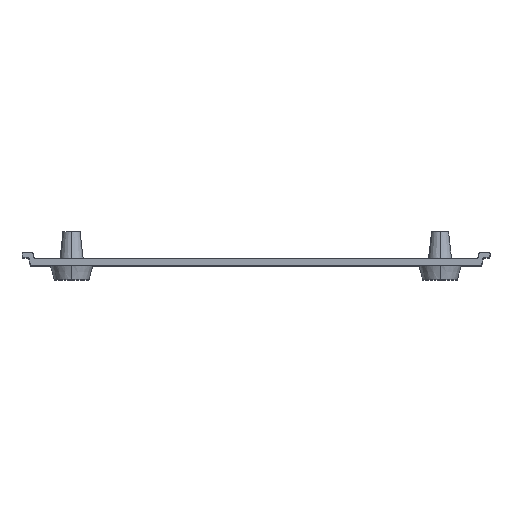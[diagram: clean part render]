
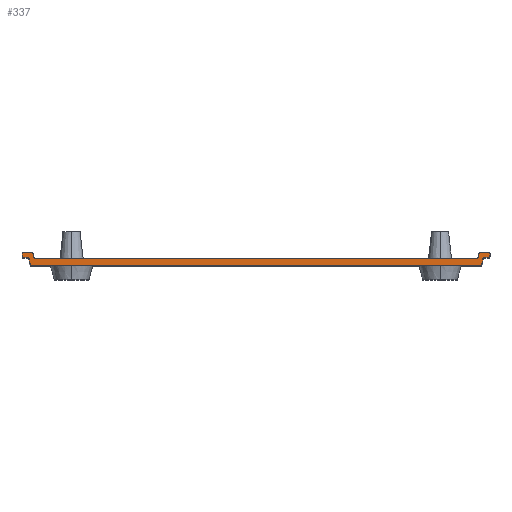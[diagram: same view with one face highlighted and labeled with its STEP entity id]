
A CAD part, top view. The second image highlights one B-rep face of the part: STEP entity #337.
In plain terms, the highlighted planar face has unit normal (0, 0, 1).
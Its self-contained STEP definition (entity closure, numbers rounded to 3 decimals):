
#51 = VERTEX_POINT('',#52);
#52 = CARTESIAN_POINT('',(-72.341,3.293,110.));
#58 = EDGE_CURVE('',#51,#59,#61,.T.);
#59 = VERTEX_POINT('',#60);
#60 = CARTESIAN_POINT('',(-72.341,2.75,110.));
#61 = LINE('',#62,#63);
#62 = CARTESIAN_POINT('',(-72.341,3.293,110.));
#63 = VECTOR('',#64,1.);
#64 = DIRECTION('',(0.,-1.,0.));
#98 = VERTEX_POINT('',#99);
#99 = CARTESIAN_POINT('',(-73.341,4.293,110.));
#105 = EDGE_CURVE('',#51,#98,#106,.T.);
#106 = CIRCLE('',#107,1.);
#107 = AXIS2_PLACEMENT_3D('',#108,#109,#110);
#108 = CARTESIAN_POINT('',(-73.341,3.293,110.));
#109 = DIRECTION('',(0.,0.,1.));
#110 = DIRECTION('',(0.,1.,0.));
#131 = VERTEX_POINT('',#132);
#132 = CARTESIAN_POINT('',(-71.841,2.25,110.));
#138 = EDGE_CURVE('',#59,#131,#139,.T.);
#139 = CIRCLE('',#140,0.5);
#140 = AXIS2_PLACEMENT_3D('',#141,#142,#143);
#141 = CARTESIAN_POINT('',(-71.841,2.75,110.));
#142 = DIRECTION('',(0.,0.,1.));
#143 = DIRECTION('',(0.,1.,0.));
#337 = ADVANCED_FACE('',(#338),#519,.F.);
#338 = FACE_BOUND('',#339,.F.);
#339 = EDGE_LOOP('',(#340,#341,#342,#350,#359,#367,#376,#384,#393,#401,
    #410,#418,#427,#435,#444,#452,#461,#469,#478,#486,#495,#503,#512,
    #518));
#340 = ORIENTED_EDGE('',*,*,#58,.T.);
#341 = ORIENTED_EDGE('',*,*,#138,.T.);
#342 = ORIENTED_EDGE('',*,*,#343,.T.);
#343 = EDGE_CURVE('',#131,#344,#346,.T.);
#344 = VERTEX_POINT('',#345);
#345 = CARTESIAN_POINT('',(71.961,2.25,110.));
#346 = LINE('',#347,#348);
#347 = CARTESIAN_POINT('',(-71.841,2.25,110.));
#348 = VECTOR('',#349,1.);
#349 = DIRECTION('',(1.,0.,0.));
#350 = ORIENTED_EDGE('',*,*,#351,.T.);
#351 = EDGE_CURVE('',#344,#352,#354,.T.);
#352 = VERTEX_POINT('',#353);
#353 = CARTESIAN_POINT('',(72.461,2.75,110.));
#354 = CIRCLE('',#355,0.5);
#355 = AXIS2_PLACEMENT_3D('',#356,#357,#358);
#356 = CARTESIAN_POINT('',(71.961,2.75,110.));
#357 = DIRECTION('',(0.,0.,1.));
#358 = DIRECTION('',(-1.,0.,0.));
#359 = ORIENTED_EDGE('',*,*,#360,.T.);
#360 = EDGE_CURVE('',#352,#361,#363,.T.);
#361 = VERTEX_POINT('',#362);
#362 = CARTESIAN_POINT('',(72.461,3.293,110.));
#363 = LINE('',#364,#365);
#364 = CARTESIAN_POINT('',(72.461,2.75,110.));
#365 = VECTOR('',#366,1.);
#366 = DIRECTION('',(0.,1.,0.));
#367 = ORIENTED_EDGE('',*,*,#368,.F.);
#368 = EDGE_CURVE('',#369,#361,#371,.T.);
#369 = VERTEX_POINT('',#370);
#370 = CARTESIAN_POINT('',(73.461,4.293,110.));
#371 = CIRCLE('',#372,1.);
#372 = AXIS2_PLACEMENT_3D('',#373,#374,#375);
#373 = CARTESIAN_POINT('',(73.461,3.293,110.));
#374 = DIRECTION('',(0.,0.,1.));
#375 = DIRECTION('',(-1.,0.,0.));
#376 = ORIENTED_EDGE('',*,*,#377,.T.);
#377 = EDGE_CURVE('',#369,#378,#380,.T.);
#378 = VERTEX_POINT('',#379);
#379 = CARTESIAN_POINT('',(75.762,4.293,110.));
#380 = LINE('',#381,#382);
#381 = CARTESIAN_POINT('',(73.461,4.293,110.));
#382 = VECTOR('',#383,1.);
#383 = DIRECTION('',(1.,0.,0.));
#384 = ORIENTED_EDGE('',*,*,#385,.F.);
#385 = EDGE_CURVE('',#386,#378,#388,.T.);
#386 = VERTEX_POINT('',#387);
#387 = CARTESIAN_POINT('',(76.262,3.793,110.));
#388 = CIRCLE('',#389,0.5);
#389 = AXIS2_PLACEMENT_3D('',#390,#391,#392);
#390 = CARTESIAN_POINT('',(75.762,3.793,110.));
#391 = DIRECTION('',(0.,0.,1.));
#392 = DIRECTION('',(0.,1.,0.));
#393 = ORIENTED_EDGE('',*,*,#394,.T.);
#394 = EDGE_CURVE('',#386,#395,#397,.T.);
#395 = VERTEX_POINT('',#396);
#396 = CARTESIAN_POINT('',(76.262,3.151,110.));
#397 = LINE('',#398,#399);
#398 = CARTESIAN_POINT('',(76.262,3.793,110.));
#399 = VECTOR('',#400,1.);
#400 = DIRECTION('',(0.,-1.,0.));
#401 = ORIENTED_EDGE('',*,*,#402,.F.);
#402 = EDGE_CURVE('',#403,#395,#405,.T.);
#403 = VERTEX_POINT('',#404);
#404 = CARTESIAN_POINT('',(75.762,2.651,110.));
#405 = CIRCLE('',#406,0.5);
#406 = AXIS2_PLACEMENT_3D('',#407,#408,#409);
#407 = CARTESIAN_POINT('',(75.762,3.151,110.));
#408 = DIRECTION('',(0.,-0.,1.));
#409 = DIRECTION('',(1.,0.,0.));
#410 = ORIENTED_EDGE('',*,*,#411,.T.);
#411 = EDGE_CURVE('',#403,#412,#414,.T.);
#412 = VERTEX_POINT('',#413);
#413 = CARTESIAN_POINT('',(74.461,2.651,110.));
#414 = LINE('',#415,#416);
#415 = CARTESIAN_POINT('',(75.762,2.651,110.));
#416 = VECTOR('',#417,1.);
#417 = DIRECTION('',(-1.,0.,0.));
#418 = ORIENTED_EDGE('',*,*,#419,.T.);
#419 = EDGE_CURVE('',#412,#420,#422,.T.);
#420 = VERTEX_POINT('',#421);
#421 = CARTESIAN_POINT('',(73.961,2.151,110.));
#422 = CIRCLE('',#423,0.5);
#423 = AXIS2_PLACEMENT_3D('',#424,#425,#426);
#424 = CARTESIAN_POINT('',(74.461,2.151,110.));
#425 = DIRECTION('',(0.,-0.,1.));
#426 = DIRECTION('',(1.,0.,0.));
#427 = ORIENTED_EDGE('',*,*,#428,.T.);
#428 = EDGE_CURVE('',#420,#429,#431,.T.);
#429 = VERTEX_POINT('',#430);
#430 = CARTESIAN_POINT('',(73.961,0.635,110.));
#431 = LINE('',#432,#433);
#432 = CARTESIAN_POINT('',(73.961,2.151,110.));
#433 = VECTOR('',#434,1.);
#434 = DIRECTION('',(0.,-1.,0.));
#435 = ORIENTED_EDGE('',*,*,#436,.T.);
#436 = EDGE_CURVE('',#429,#437,#439,.T.);
#437 = VERTEX_POINT('',#438);
#438 = CARTESIAN_POINT('',(73.326,0.,110.));
#439 = CIRCLE('',#440,0.635);
#440 = AXIS2_PLACEMENT_3D('',#441,#442,#443);
#441 = CARTESIAN_POINT('',(73.961,0.,110.));
#442 = DIRECTION('',(0.,-0.,1.));
#443 = DIRECTION('',(1.,0.,0.));
#444 = ORIENTED_EDGE('',*,*,#445,.T.);
#445 = EDGE_CURVE('',#437,#446,#448,.T.);
#446 = VERTEX_POINT('',#447);
#447 = CARTESIAN_POINT('',(-73.206,0.,110.));
#448 = LINE('',#449,#450);
#449 = CARTESIAN_POINT('',(73.326,0.,110.));
#450 = VECTOR('',#451,1.);
#451 = DIRECTION('',(-1.,0.,0.));
#452 = ORIENTED_EDGE('',*,*,#453,.T.);
#453 = EDGE_CURVE('',#446,#454,#456,.T.);
#454 = VERTEX_POINT('',#455);
#455 = CARTESIAN_POINT('',(-73.841,0.635,110.));
#456 = CIRCLE('',#457,0.635);
#457 = AXIS2_PLACEMENT_3D('',#458,#459,#460);
#458 = CARTESIAN_POINT('',(-73.841,0.,110.));
#459 = DIRECTION('',(-0.,0.,1.));
#460 = DIRECTION('',(0.,-1.,0.));
#461 = ORIENTED_EDGE('',*,*,#462,.T.);
#462 = EDGE_CURVE('',#454,#463,#465,.T.);
#463 = VERTEX_POINT('',#464);
#464 = CARTESIAN_POINT('',(-73.841,2.151,110.));
#465 = LINE('',#466,#467);
#466 = CARTESIAN_POINT('',(-73.841,0.635,110.));
#467 = VECTOR('',#468,1.);
#468 = DIRECTION('',(0.,1.,0.));
#469 = ORIENTED_EDGE('',*,*,#470,.T.);
#470 = EDGE_CURVE('',#463,#471,#473,.T.);
#471 = VERTEX_POINT('',#472);
#472 = CARTESIAN_POINT('',(-74.341,2.651,110.));
#473 = CIRCLE('',#474,0.5);
#474 = AXIS2_PLACEMENT_3D('',#475,#476,#477);
#475 = CARTESIAN_POINT('',(-74.341,2.151,110.));
#476 = DIRECTION('',(-0.,0.,1.));
#477 = DIRECTION('',(0.,-1.,0.));
#478 = ORIENTED_EDGE('',*,*,#479,.T.);
#479 = EDGE_CURVE('',#471,#480,#482,.T.);
#480 = VERTEX_POINT('',#481);
#481 = CARTESIAN_POINT('',(-75.642,2.651,110.));
#482 = LINE('',#483,#484);
#483 = CARTESIAN_POINT('',(-74.341,2.651,110.));
#484 = VECTOR('',#485,1.);
#485 = DIRECTION('',(-1.,0.,0.));
#486 = ORIENTED_EDGE('',*,*,#487,.F.);
#487 = EDGE_CURVE('',#488,#480,#490,.T.);
#488 = VERTEX_POINT('',#489);
#489 = CARTESIAN_POINT('',(-76.142,3.151,110.));
#490 = CIRCLE('',#491,0.5);
#491 = AXIS2_PLACEMENT_3D('',#492,#493,#494);
#492 = CARTESIAN_POINT('',(-75.642,3.151,110.));
#493 = DIRECTION('',(-0.,0.,1.));
#494 = DIRECTION('',(0.,-1.,0.));
#495 = ORIENTED_EDGE('',*,*,#496,.T.);
#496 = EDGE_CURVE('',#488,#497,#499,.T.);
#497 = VERTEX_POINT('',#498);
#498 = CARTESIAN_POINT('',(-76.142,3.793,110.));
#499 = LINE('',#500,#501);
#500 = CARTESIAN_POINT('',(-76.142,3.151,110.));
#501 = VECTOR('',#502,1.);
#502 = DIRECTION('',(0.,1.,0.));
#503 = ORIENTED_EDGE('',*,*,#504,.F.);
#504 = EDGE_CURVE('',#505,#497,#507,.T.);
#505 = VERTEX_POINT('',#506);
#506 = CARTESIAN_POINT('',(-75.642,4.293,110.));
#507 = CIRCLE('',#508,0.5);
#508 = AXIS2_PLACEMENT_3D('',#509,#510,#511);
#509 = CARTESIAN_POINT('',(-75.642,3.793,110.));
#510 = DIRECTION('',(0.,0.,1.));
#511 = DIRECTION('',(-1.,0.,0.));
#512 = ORIENTED_EDGE('',*,*,#513,.T.);
#513 = EDGE_CURVE('',#505,#98,#514,.T.);
#514 = LINE('',#515,#516);
#515 = CARTESIAN_POINT('',(-75.642,4.293,110.));
#516 = VECTOR('',#517,1.);
#517 = DIRECTION('',(1.,0.,0.));
#518 = ORIENTED_EDGE('',*,*,#105,.F.);
#519 = PLANE('',#520);
#520 = AXIS2_PLACEMENT_3D('',#521,#522,#523);
#521 = CARTESIAN_POINT('',(0.06,1.252,110.));
#522 = DIRECTION('',(-0.,-0.,-1.));
#523 = DIRECTION('',(-1.,0.,0.));
